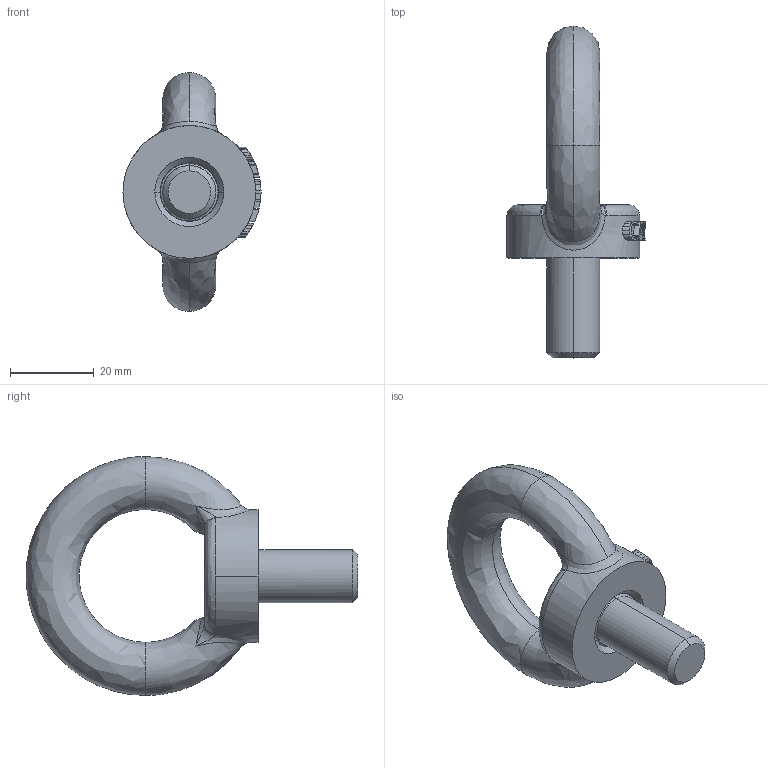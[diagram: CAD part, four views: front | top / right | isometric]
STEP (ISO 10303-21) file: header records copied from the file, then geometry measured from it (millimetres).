
FILE_DESCRIPTION(('FreeCAD Model'),'2;1');
FILE_NAME('Open CASCADE Shape Model','2025-05-03T22:42:13',('FreeCAD'),( 'FreeCAD'),'Open CASCADE STEP processor 7.6','FreeCAD','Unknown');
FILE_SCHEMA(('AUTOMOTIVE_DESIGN { 1 0 10303 214 1 1 1 1 }'));
Length unit declared in the file: millimetre
Products named in the file (1): Open CASCADE STEP translator 7.6 1
Bounding box: 32.88 x 79.08 x 56.91 mm (x, y, z)
Volume: 24426.5 mm3; surface area: 9710.2 mm2
Topology: 2 solids, 2 shells, 191 faces, 593 edges, 408 vertices
Faces by surface type: bspline 191
Entity records: 7866 total; most frequent: CARTESIAN_POINT 4404, ORIENTED_EDGE 1176, EDGE_CURVE 588, B_SPLINE_CURVE_WITH_KNOTS 520, VERTEX_POINT 408, FACE_BOUND 202, EDGE_LOOP 202, ADVANCED_FACE 191
